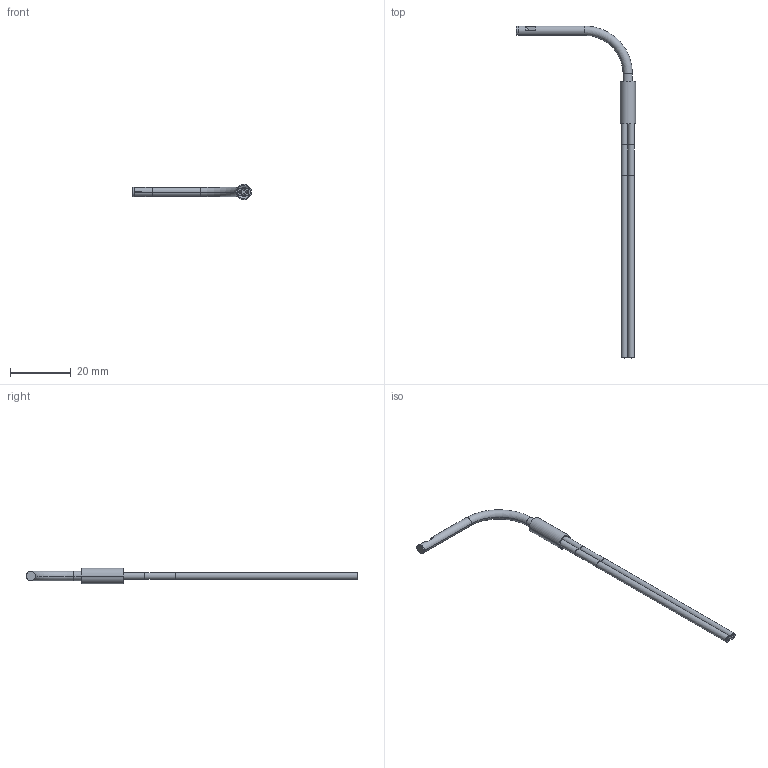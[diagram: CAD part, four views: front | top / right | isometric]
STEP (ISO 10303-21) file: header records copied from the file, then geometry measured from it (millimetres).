
FILE_DESCRIPTION((''),'2;1');
FILE_NAME('193945_ASM','2016-03-09T',('pdmadmin'),(''),'PRO/ENGINEER BY PARAMETRIC TECHNOLOGY CORPORATION, 2013230','PRO/ENGINEER BY PARAMETRIC TECHNOLOGY CORPORATION, 2013230','');
FILE_SCHEMA(('CONFIG_CONTROL_DESIGN'));
Length unit declared in the file: inch
Products named in the file (6): 39423; 35315; 10147_AF0; 34948; 48018_ASM; 193945_ASM
Assembly tree (5 placements, depth 3):
  193945_ASM
    48018_ASM
      39423
      35315
      10147_AF0
      34948
Bounding box: 39.12 x 109.08 x 5.08 mm (x, y, z)
Volume: 737.7 mm3; surface area: 2874.6 mm2
Topology: 4 solids, 4 shells, 90 faces, 218 edges, 135 vertices
Faces by surface type: plane 40, cylinder 34, cone 8, torus 4, bspline 4
Entity records: 3003 total; most frequent: CARTESIAN_POINT 696, DIRECTION 494, ORIENTED_EDGE 436, EDGE_CURVE 218, AXIS2_PLACEMENT_3D 195, VERTEX_POINT 135, VECTOR 104, LINE 104
